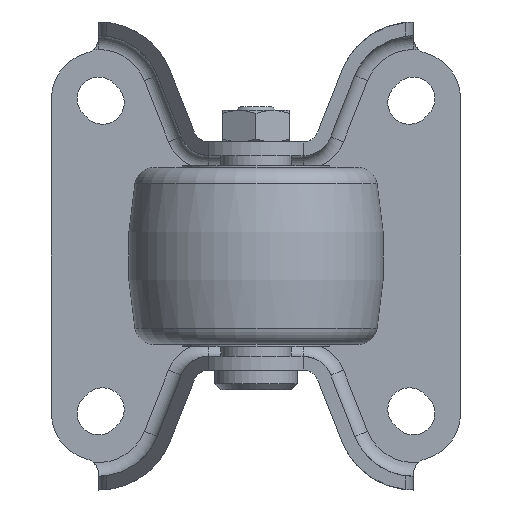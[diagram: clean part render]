
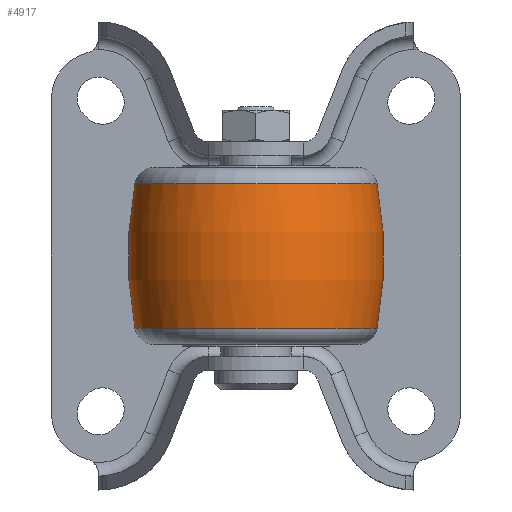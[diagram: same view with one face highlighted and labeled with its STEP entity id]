
A CAD part, front view. The second image highlights one B-rep face of the part: STEP entity #4917.
In plain terms, the highlighted toroidal (fillet/blend) face has major radius 67.5 mm and minor radius 100 mm.
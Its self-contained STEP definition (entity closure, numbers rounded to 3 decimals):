
#405 = FACE_OUTER_BOUND ( 'NONE', #2361, .T. ) ;
#412 = AXIS2_PLACEMENT_3D ( 'NONE', #887, #888, #889 ) ;
#438 = AXIS2_PLACEMENT_3D ( 'NONE', #924, #925, #926 ) ;
#526 = AXIS2_PLACEMENT_3D ( 'NONE', #1103, #1104, #1105 ) ;
#887 = CARTESIAN_POINT ( 'NONE',  ( 0., -56., 0. ) ) ;
#888 = DIRECTION ( 'NONE',  ( 0., 0., 1. ) ) ;
#889 = DIRECTION ( 'NONE',  ( 1., 0., 0. ) ) ;
#924 = CARTESIAN_POINT ( 'NONE',  ( 0., -56., 18.421 ) ) ;
#925 = DIRECTION ( 'NONE',  ( 0., 0., 1. ) ) ;
#926 = DIRECTION ( 'NONE',  ( 1., 0., 0. ) ) ;
#1103 = CARTESIAN_POINT ( 'NONE',  ( 0., -56., -18.421 ) ) ;
#1104 = DIRECTION ( 'NONE',  ( 0., 0., 1. ) ) ;
#1105 = DIRECTION ( 'NONE',  ( 1., 0., 0. ) ) ;
#1485 = CARTESIAN_POINT ( 'NONE',  ( 67.5, -56., 0. ) ) ;
#1486 = DIRECTION ( 'NONE',  ( 0., 1., 0. ) ) ;
#1487 = DIRECTION ( 'NONE',  ( -1., 0., 0. ) ) ;
#1491 = CARTESIAN_POINT ( 'NONE',  ( -67.5, -56., 0. ) ) ;
#1492 = DIRECTION ( 'NONE',  ( 0., -1., 0. ) ) ;
#1493 = DIRECTION ( 'NONE',  ( 0., 0., -1. ) ) ;
#2361 = EDGE_LOOP ( 'NONE', ( #2924, #2925, #2999, #2918 ) ) ;
#2715 = CARTESIAN_POINT ( 'NONE',  ( 30.789, -56., -18.421 ) ) ;
#2752 = CARTESIAN_POINT ( 'NONE',  ( -30.789, -56., -18.421 ) ) ;
#2918 = ORIENTED_EDGE ( 'NONE', *, *, #4928, .F. ) ;
#2924 = ORIENTED_EDGE ( 'NONE', *, *, #5376, .F. ) ;
#2925 = ORIENTED_EDGE ( 'NONE', *, *, #4980, .T. ) ;
#2999 = ORIENTED_EDGE ( 'NONE', *, *, #5378, .T. ) ;
#3027 = VERTEX_POINT ( 'NONE', #2715 ) ;
#3185 = VERTEX_POINT ( 'NONE', #2752 ) ;
#3469 = CARTESIAN_POINT ( 'NONE',  ( 30.789, -56., 18.421 ) ) ;
#3470 = CARTESIAN_POINT ( 'NONE',  ( -30.789, -56., 18.421 ) ) ;
#3801 = AXIS2_PLACEMENT_3D ( 'NONE', #1491, #1492, #1493 ) ;
#3805 = AXIS2_PLACEMENT_3D ( 'NONE', #1485, #1486, #1487 ) ;
#4527 = VERTEX_POINT ( 'NONE', #3469 ) ;
#4528 = VERTEX_POINT ( 'NONE', #3470 ) ;
#4917 = ADVANCED_FACE ( 'NONE', ( #405 ), #5128, .T. ) ;
#4928 = EDGE_CURVE ( 'NONE', #4528, #4527, #5131, .T. ) ;
#4980 = EDGE_CURVE ( 'NONE', #3185, #3027, #5086, .T. ) ;
#5036 = CIRCLE ( 'NONE', #3801, 100. ) ;
#5038 = CIRCLE ( 'NONE', #3805, 100. ) ;
#5086 = CIRCLE ( 'NONE', #526, 30.789 ) ;
#5128 = TOROIDAL_SURFACE ( 'NONE', #412, -67.5, 100. ) ;
#5131 = CIRCLE ( 'NONE', #438, 30.789 ) ;
#5376 = EDGE_CURVE ( 'NONE', #3185, #4528, #5038, .T. ) ;
#5378 = EDGE_CURVE ( 'NONE', #3027, #4527, #5036, .T. ) ;
